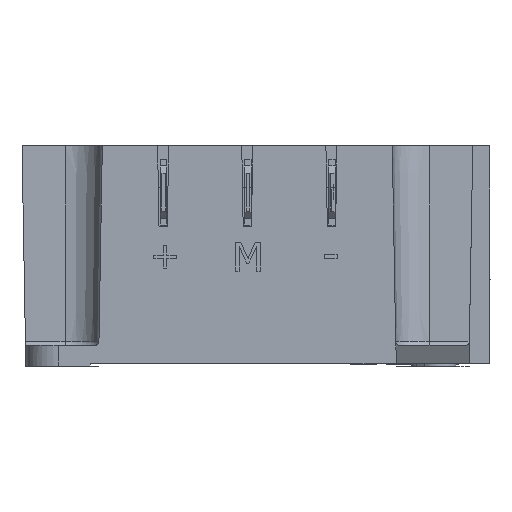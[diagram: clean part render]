
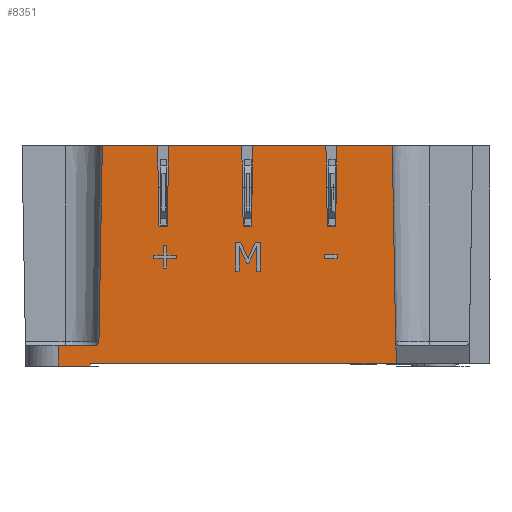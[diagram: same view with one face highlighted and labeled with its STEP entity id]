
A CAD part, left-side view. The second image highlights one B-rep face of the part: STEP entity #8351.
In plain terms, the highlighted planar face has unit normal (-1, 0, -0.018).
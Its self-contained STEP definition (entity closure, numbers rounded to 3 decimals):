
#8039=CARTESIAN_POINT('',(-27.,9.49,0.));
#8040=VERTEX_POINT('',#8039);
#8041=CARTESIAN_POINT('',(-26.83,9.66,-9.75));
#8042=VERTEX_POINT('',#8041);
#8043=CARTESIAN_POINT('',(-27.,9.49,0.));
#8044=DIRECTION('',(0.017,0.017,-1.));
#8045=VECTOR('',#8044,9.753);
#8046=LINE('',#8043,#8045);
#8047=EDGE_CURVE('',#8040,#8042,#8046,.T.);
#8079=CARTESIAN_POINT('',(-27.,-0.67,0.));
#8080=VERTEX_POINT('',#8079);
#8081=CARTESIAN_POINT('',(-26.83,-0.5,-9.75));
#8082=VERTEX_POINT('',#8081);
#8083=CARTESIAN_POINT('',(-27.,-0.67,0.));
#8084=DIRECTION('',(0.017,0.017,-1.));
#8085=VECTOR('',#8084,9.753);
#8086=LINE('',#8083,#8085);
#8087=EDGE_CURVE('',#8080,#8082,#8086,.T.);
#8119=CARTESIAN_POINT('',(-27.,-10.83,0.));
#8120=VERTEX_POINT('',#8119);
#8121=CARTESIAN_POINT('',(-26.83,-10.66,-9.75));
#8122=VERTEX_POINT('',#8121);
#8123=CARTESIAN_POINT('',(-27.,-10.83,0.));
#8124=DIRECTION('',(0.017,0.017,-1.));
#8125=VECTOR('',#8124,9.753);
#8126=LINE('',#8123,#8125);
#8127=EDGE_CURVE('',#8120,#8122,#8126,.T.);
#8159=CARTESIAN_POINT('',(-26.588,-17.912,-23.609));
#8160=VERTEX_POINT('',#8159);
#8161=CARTESIAN_POINT('',(-27.,-17.5,0.));
#8162=VERTEX_POINT('',#8161);
#8163=CARTESIAN_POINT('',(-26.588,-17.912,-23.609));
#8164=DIRECTION('',(-0.017,0.017,1.));
#8165=VECTOR('',#8164,23.616);
#8166=LINE('',#8163,#8165);
#8167=EDGE_CURVE('',#8160,#8162,#8166,.T.);
#8194=CARTESIAN_POINT('',(-27.,27.2,0.));
#8195=DIRECTION('',(-1.,0.,-0.017));
#8196=DIRECTION('',(0.0,1.0,0.0));
#8197=AXIS2_PLACEMENT_3D('',#8194,#8195,#8196);
#8198=PLANE('',#8197);
#8199=ORIENTED_EDGE('',*,*,#8167,.T.);
#8200=CARTESIAN_POINT('',(-27.,-17.5,0.));
#8201=DIRECTION('',(0.0,1.0,0.0));
#8202=VECTOR('',#8201,6.67);
#8203=LINE('',#8200,#8202);
#8204=EDGE_CURVE('',#8162,#8120,#8203,.T.);
#8205=ORIENTED_EDGE('',*,*,#8204,.T.);
#8206=ORIENTED_EDGE('',*,*,#8127,.T.);
#8207=CARTESIAN_POINT('',(-26.83,-9.66,-9.75));
#8208=VERTEX_POINT('',#8207);
#8209=CARTESIAN_POINT('',(-26.83,-10.66,-9.75));
#8210=DIRECTION('',(0.0,1.0,0.0));
#8211=VECTOR('',#8210,1.);
#8212=LINE('',#8209,#8211);
#8213=EDGE_CURVE('',#8122,#8208,#8212,.T.);
#8214=ORIENTED_EDGE('',*,*,#8213,.T.);
#8215=CARTESIAN_POINT('',(-27.,-9.49,0.));
#8216=VERTEX_POINT('',#8215);
#8217=CARTESIAN_POINT('',(-26.83,-9.66,-9.75));
#8218=DIRECTION('',(-0.017,0.017,1.));
#8219=VECTOR('',#8218,9.753);
#8220=LINE('',#8217,#8219);
#8221=EDGE_CURVE('',#8208,#8216,#8220,.T.);
#8222=ORIENTED_EDGE('',*,*,#8221,.T.);
#8223=CARTESIAN_POINT('',(-27.,-9.49,0.));
#8224=DIRECTION('',(0.0,1.0,0.0));
#8225=VECTOR('',#8224,8.82);
#8226=LINE('',#8223,#8225);
#8227=EDGE_CURVE('',#8216,#8080,#8226,.T.);
#8228=ORIENTED_EDGE('',*,*,#8227,.T.);
#8229=ORIENTED_EDGE('',*,*,#8087,.T.);
#8230=CARTESIAN_POINT('',(-26.83,0.5,-9.75));
#8231=VERTEX_POINT('',#8230);
#8232=CARTESIAN_POINT('',(-26.83,-0.5,-9.75));
#8233=DIRECTION('',(0.0,1.0,0.0));
#8234=VECTOR('',#8233,1.0);
#8235=LINE('',#8232,#8234);
#8236=EDGE_CURVE('',#8082,#8231,#8235,.T.);
#8237=ORIENTED_EDGE('',*,*,#8236,.T.);
#8238=CARTESIAN_POINT('',(-27.,0.67,0.));
#8239=VERTEX_POINT('',#8238);
#8240=CARTESIAN_POINT('',(-26.83,0.5,-9.75));
#8241=DIRECTION('',(-0.017,0.017,1.));
#8242=VECTOR('',#8241,9.753);
#8243=LINE('',#8240,#8242);
#8244=EDGE_CURVE('',#8231,#8239,#8243,.T.);
#8245=ORIENTED_EDGE('',*,*,#8244,.T.);
#8246=CARTESIAN_POINT('',(-27.,0.67,0.));
#8247=DIRECTION('',(0.0,1.0,0.0));
#8248=VECTOR('',#8247,8.82);
#8249=LINE('',#8246,#8248);
#8250=EDGE_CURVE('',#8239,#8040,#8249,.T.);
#8251=ORIENTED_EDGE('',*,*,#8250,.T.);
#8252=ORIENTED_EDGE('',*,*,#8047,.T.);
#8253=CARTESIAN_POINT('',(-26.83,10.66,-9.75));
#8254=VERTEX_POINT('',#8253);
#8255=CARTESIAN_POINT('',(-26.83,9.66,-9.75));
#8256=DIRECTION('',(0.0,1.0,0.0));
#8257=VECTOR('',#8256,1.);
#8258=LINE('',#8255,#8257);
#8259=EDGE_CURVE('',#8042,#8254,#8258,.T.);
#8260=ORIENTED_EDGE('',*,*,#8259,.T.);
#8261=CARTESIAN_POINT('',(-27.,10.83,0.));
#8262=VERTEX_POINT('',#8261);
#8263=CARTESIAN_POINT('',(-26.83,10.66,-9.75));
#8264=DIRECTION('',(-0.017,0.017,1.));
#8265=VECTOR('',#8264,9.753);
#8266=LINE('',#8263,#8265);
#8267=EDGE_CURVE('',#8254,#8262,#8266,.T.);
#8268=ORIENTED_EDGE('',*,*,#8267,.T.);
#8269=CARTESIAN_POINT('',(-27.,17.5,0.));
#8270=VERTEX_POINT('',#8269);
#8271=CARTESIAN_POINT('',(-27.,10.83,0.));
#8272=DIRECTION('',(0.0,1.0,0.0));
#8273=VECTOR('',#8272,6.67);
#8274=LINE('',#8271,#8273);
#8275=EDGE_CURVE('',#8262,#8270,#8274,.T.);
#8276=ORIENTED_EDGE('',*,*,#8275,.T.);
#8277=CARTESIAN_POINT('',(-26.588,17.912,-23.609));
#8278=VERTEX_POINT('',#8277);
#8279=CARTESIAN_POINT('',(-27.,17.5,0.));
#8280=DIRECTION('',(0.017,0.017,-1.));
#8281=VECTOR('',#8280,23.616);
#8282=LINE('',#8279,#8281);
#8283=EDGE_CURVE('',#8270,#8278,#8282,.T.);
#8284=ORIENTED_EDGE('',*,*,#8283,.T.);
#8285=CARTESIAN_POINT('',(-26.579,18.412,-24.1));
#8286=VERTEX_POINT('',#8285);
#8287=CARTESIAN_POINT('',(-26.588,18.412,-23.6));
#8288=DIRECTION('',(-1.,0.,-0.017));
#8289=DIRECTION('',(0.017,0.,-1.));
#8290=AXIS2_PLACEMENT_3D('',#8287,#8288,#8289);
#8291=ELLIPSE('',#8290,0.5,0.5);
#8292=EDGE_CURVE('',#8286,#8278,#8291,.T.);
#8293=ORIENTED_EDGE('',*,*,#8292,.F.);
#8294=CARTESIAN_POINT('',(-26.579,22.78,-24.1));
#8295=VERTEX_POINT('',#8294);
#8296=CARTESIAN_POINT('',(-26.579,18.412,-24.1));
#8297=DIRECTION('',(0.0,1.0,0.0));
#8298=VECTOR('',#8297,4.368);
#8299=LINE('',#8296,#8298);
#8300=EDGE_CURVE('',#8286,#8295,#8299,.T.);
#8301=ORIENTED_EDGE('',*,*,#8300,.T.);
#8302=CARTESIAN_POINT('',(-26.536,22.736,-26.6));
#8303=VERTEX_POINT('',#8302);
#8304=CARTESIAN_POINT('',(-26.536,22.736,-26.6));
#8305=DIRECTION('',(-0.017,0.017,1.));
#8306=VECTOR('',#8305,2.501);
#8307=LINE('',#8304,#8306);
#8308=EDGE_CURVE('',#8303,#8295,#8307,.T.);
#8309=ORIENTED_EDGE('',*,*,#8308,.F.);
#8310=CARTESIAN_POINT('',(-26.536,18.964,-26.6));
#8311=VERTEX_POINT('',#8310);
#8312=CARTESIAN_POINT('',(-26.536,22.736,-26.6));
#8313=DIRECTION('',(0.0,-1.0,0.0));
#8314=VECTOR('',#8313,3.772);
#8315=LINE('',#8312,#8314);
#8316=EDGE_CURVE('',#8303,#8311,#8315,.T.);
#8317=ORIENTED_EDGE('',*,*,#8316,.T.);
#8318=CARTESIAN_POINT('',(-26.541,18.959,-26.3));
#8319=VERTEX_POINT('',#8318);
#8320=CARTESIAN_POINT('',(-26.541,18.959,-26.3));
#8321=DIRECTION('',(0.017,0.017,-1.));
#8322=VECTOR('',#8321,0.3);
#8323=LINE('',#8320,#8322);
#8324=EDGE_CURVE('',#8319,#8311,#8323,.T.);
#8325=ORIENTED_EDGE('',*,*,#8324,.F.);
#8326=CARTESIAN_POINT('',(-26.541,-17.962,-26.3));
#8327=VERTEX_POINT('',#8326);
#8328=CARTESIAN_POINT('',(-26.541,-17.962,-26.3));
#8329=DIRECTION('',(0.0,1.0,0.0));
#8330=VECTOR('',#8329,36.921);
#8331=LINE('',#8328,#8330);
#8332=EDGE_CURVE('',#8327,#8319,#8331,.T.);
#8333=ORIENTED_EDGE('',*,*,#8332,.F.);
#8334=CARTESIAN_POINT('',(-26.585,-17.947,-23.784));
#8335=VERTEX_POINT('',#8334);
#8336=CARTESIAN_POINT('',(-26.585,-17.947,-23.784));
#8337=DIRECTION('',(0.017,-0.006,-1.));
#8338=VECTOR('',#8337,2.516);
#8339=LINE('',#8336,#8338);
#8340=EDGE_CURVE('',#8335,#8327,#8339,.T.);
#8341=ORIENTED_EDGE('',*,*,#8340,.F.);
#8342=CARTESIAN_POINT('',(-26.588,-18.412,-23.6));
#8343=DIRECTION('',(-1.,0.,-0.017));
#8344=DIRECTION('',(0.017,0.,-1.));
#8345=AXIS2_PLACEMENT_3D('',#8342,#8343,#8344);
#8346=ELLIPSE('',#8345,0.5,0.5);
#8347=EDGE_CURVE('',#8335,#8160,#8346,.F.);
#8348=ORIENTED_EDGE('',*,*,#8347,.T.);
#8349=EDGE_LOOP('',(#8199,#8205,#8206,#8214,#8222,#8228,#8229,#8237,#8245,#8251,#8252,#8260,#8268,#8276,#8284,#8293,#8301,#8309,#8317,#8325,#8333,#8341,#8348));
#8350=FACE_OUTER_BOUND('',#8349,.T.);
#8351=ADVANCED_FACE('',(#8350),#8198,.T.);
